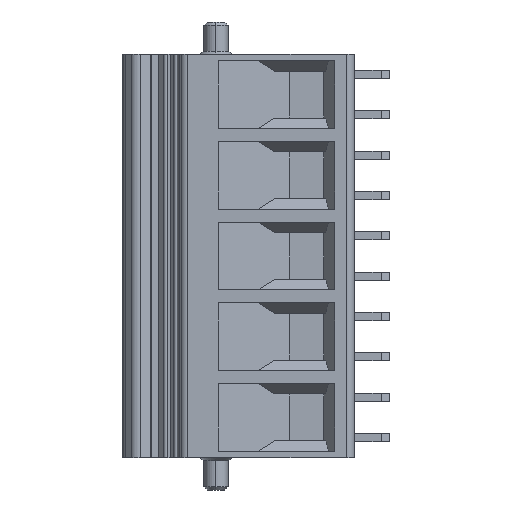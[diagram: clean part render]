
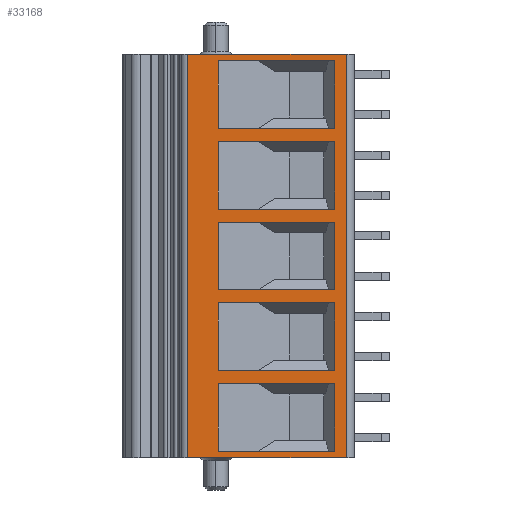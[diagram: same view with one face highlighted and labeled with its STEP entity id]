
A CAD part, left-side view. The second image highlights one B-rep face of the part: STEP entity #33168.
In plain terms, the highlighted planar face has unit normal (-1, 0, 0).
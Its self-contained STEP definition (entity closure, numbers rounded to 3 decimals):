
#8678=DIRECTION('',(0.,1.,0.));
#8679=VECTOR('',#8678,14.466);
#8680=CARTESIAN_POINT('',(-1493.307,-3765.693,-25.8));
#8681=LINE('',#8680,#8679);
#8682=DIRECTION('',(0.,0.,-1.));
#8683=VECTOR('',#8682,8.4);
#8684=CARTESIAN_POINT('',(-1493.307,-3751.227,-25.8));
#8685=LINE('',#8684,#8683);
#8686=DIRECTION('',(0.,1.,0.));
#8687=VECTOR('',#8686,14.466);
#8688=CARTESIAN_POINT('',(-1493.307,-3765.693,-15.8));
#8689=LINE('',#8688,#8687);
#8690=DIRECTION('',(0.,0.,-1.));
#8691=VECTOR('',#8690,8.4);
#8692=CARTESIAN_POINT('',(-1493.307,-3751.227,-15.8));
#8693=LINE('',#8692,#8691);
#8694=DIRECTION('',(0.,1.,0.));
#8695=VECTOR('',#8694,14.466);
#8696=CARTESIAN_POINT('',(-1493.307,-3765.693,
-5.8));
#8697=LINE('',#8696,#8695);
#8698=DIRECTION('',(0.,0.,-1.));
#8699=VECTOR('',#8698,8.4);
#8700=CARTESIAN_POINT('',(-1493.307,-3751.227,
-5.8));
#8701=LINE('',#8700,#8699);
#8702=DIRECTION('',(0.,1.,0.));
#8703=VECTOR('',#8702,14.466);
#8704=CARTESIAN_POINT('',(-1493.307,-3765.693,
4.2));
#8705=LINE('',#8704,#8703);
#8706=DIRECTION('',(0.,0.,-1.));
#8707=VECTOR('',#8706,8.4);
#8708=CARTESIAN_POINT('',(-1493.307,-3751.227,
4.2));
#8709=LINE('',#8708,#8707);
#8710=DIRECTION('',(0.,1.,0.));
#8711=VECTOR('',#8710,14.466);
#8712=CARTESIAN_POINT('',(-1493.307,-3765.693,
14.2));
#8713=LINE('',#8712,#8711);
#8714=DIRECTION('',(0.,0.,-1.));
#8715=VECTOR('',#8714,8.4);
#8716=CARTESIAN_POINT('',(-1493.307,-3751.227,
14.2));
#8717=LINE('',#8716,#8715);
#8718=DIRECTION('',(0.,1.,0.));
#8719=VECTOR('',#8718,19.676);
#8720=CARTESIAN_POINT('',(-1493.307,-3767.091,-35.));
#8721=LINE('',#8720,#8719);
#8722=DIRECTION('',(0.,0.,1.));
#8723=VECTOR('',#8722,50.);
#8724=CARTESIAN_POINT('',(-1493.307,-3747.415,-35.));
#8725=LINE('',#8724,#8723);
#8750=DIRECTION('',(0.,0.,-1.));
#8751=VECTOR('',#8750,8.4);
#8752=CARTESIAN_POINT('',(-1493.307,-3765.693,-25.8));
#8753=LINE('',#8752,#8751);
#8786=DIRECTION('',(0.,1.,0.));
#8787=VECTOR('',#8786,14.466);
#8788=CARTESIAN_POINT('',(-1493.307,-3765.693,-34.2));
#8789=LINE('',#8788,#8787);
#8838=DIRECTION('',(0.,0.,-1.));
#8839=VECTOR('',#8838,8.4);
#8840=CARTESIAN_POINT('',(-1493.307,-3765.693,-15.8));
#8841=LINE('',#8840,#8839);
#8874=DIRECTION('',(0.,1.,0.));
#8875=VECTOR('',#8874,14.466);
#8876=CARTESIAN_POINT('',(-1493.307,-3765.693,-24.2));
#8877=LINE('',#8876,#8875);
#8926=DIRECTION('',(0.,0.,-1.));
#8927=VECTOR('',#8926,8.4);
#8928=CARTESIAN_POINT('',(-1493.307,-3765.693,
-5.8));
#8929=LINE('',#8928,#8927);
#8962=DIRECTION('',(0.,1.,0.));
#8963=VECTOR('',#8962,14.466);
#8964=CARTESIAN_POINT('',(-1493.307,-3765.693,-14.2));
#8965=LINE('',#8964,#8963);
#9014=DIRECTION('',(0.,0.,-1.));
#9015=VECTOR('',#9014,8.4);
#9016=CARTESIAN_POINT('',(-1493.307,-3765.693,
4.2));
#9017=LINE('',#9016,#9015);
#9050=DIRECTION('',(0.,1.,0.));
#9051=VECTOR('',#9050,14.466);
#9052=CARTESIAN_POINT('',(-1493.307,-3765.693,
-4.2));
#9053=LINE('',#9052,#9051);
#9102=DIRECTION('',(0.,0.,-1.));
#9103=VECTOR('',#9102,8.4);
#9104=CARTESIAN_POINT('',(-1493.307,-3765.693,
14.2));
#9105=LINE('',#9104,#9103);
#9138=DIRECTION('',(0.,1.,0.));
#9139=VECTOR('',#9138,14.466);
#9140=CARTESIAN_POINT('',(-1493.307,-3765.693,
5.8));
#9141=LINE('',#9140,#9139);
#9166=DIRECTION('',(0.,0.,1.));
#9167=VECTOR('',#9166,50.);
#9168=CARTESIAN_POINT('',(-1493.307,-3767.091,-35.));
#9169=LINE('',#9168,#9167);
#9704=DIRECTION('',(0.,1.,0.));
#9705=VECTOR('',#9704,19.676);
#9706=CARTESIAN_POINT('',(-1493.307,-3767.091,
15.));
#9707=LINE('',#9706,#9705);
#10070=CARTESIAN_POINT('',(-1493.307,-3767.091,
15.));
#10071=VERTEX_POINT('',#10070);
#10072=CARTESIAN_POINT('',(-1493.307,-3747.415,
15.));
#10073=VERTEX_POINT('',#10072);
#10088=CARTESIAN_POINT('',(-1493.307,-3765.693,
14.2));
#10089=CARTESIAN_POINT('',(-1493.307,-3751.227,
14.2));
#10090=VERTEX_POINT('',#10088);
#10091=VERTEX_POINT('',#10089);
#10092=CARTESIAN_POINT('',(-1493.307,-3751.227,
5.8));
#10093=VERTEX_POINT('',#10092);
#10094=CARTESIAN_POINT('',(-1493.307,-3765.693,
5.8));
#10095=VERTEX_POINT('',#10094);
#10626=CARTESIAN_POINT('',(-1493.307,-3765.693,
4.2));
#10627=CARTESIAN_POINT('',(-1493.307,-3751.227,
4.2));
#10628=VERTEX_POINT('',#10626);
#10629=VERTEX_POINT('',#10627);
#10630=CARTESIAN_POINT('',(-1493.307,-3751.227,
-4.2));
#10631=VERTEX_POINT('',#10630);
#10632=CARTESIAN_POINT('',(-1493.307,-3765.693,
-4.2));
#10633=VERTEX_POINT('',#10632);
#11126=CARTESIAN_POINT('',(-1493.307,-3765.693,
-5.8));
#11127=CARTESIAN_POINT('',(-1493.307,-3751.227,
-5.8));
#11128=VERTEX_POINT('',#11126);
#11129=VERTEX_POINT('',#11127);
#11130=CARTESIAN_POINT('',(-1493.307,-3751.227,-14.2));
#11131=VERTEX_POINT('',#11130);
#11132=CARTESIAN_POINT('',(-1493.307,-3765.693,-14.2));
#11133=VERTEX_POINT('',#11132);
#11626=CARTESIAN_POINT('',(-1493.307,-3765.693,-15.8));
#11627=CARTESIAN_POINT('',(-1493.307,-3751.227,-15.8));
#11628=VERTEX_POINT('',#11626);
#11629=VERTEX_POINT('',#11627);
#11630=CARTESIAN_POINT('',(-1493.307,-3751.227,-24.2));
#11631=VERTEX_POINT('',#11630);
#11632=CARTESIAN_POINT('',(-1493.307,-3765.693,-24.2));
#11633=VERTEX_POINT('',#11632);
#12160=CARTESIAN_POINT('',(-1493.307,-3747.415,-35.));
#12161=VERTEX_POINT('',#12160);
#12162=CARTESIAN_POINT('',(-1493.307,-3767.091,-35.));
#12163=VERTEX_POINT('',#12162);
#12230=CARTESIAN_POINT('',(-1493.307,-3765.693,-25.8));
#12231=CARTESIAN_POINT('',(-1493.307,-3751.227,-25.8));
#12232=VERTEX_POINT('',#12230);
#12233=VERTEX_POINT('',#12231);
#12234=CARTESIAN_POINT('',(-1493.307,-3751.227,-34.2));
#12235=VERTEX_POINT('',#12234);
#12236=CARTESIAN_POINT('',(-1493.307,-3765.693,-34.2));
#12237=VERTEX_POINT('',#12236);
#33104=CARTESIAN_POINT('',(-1493.307,-3747.415,
10.));
#33105=DIRECTION('',(1.,0.,0.));
#33106=DIRECTION('',(0.,-1.,0.));
#33107=AXIS2_PLACEMENT_3D('',#33104,#33105,#33106);
#33108=PLANE('',#33107);
#33110=ORIENTED_EDGE('',*,*,#33109,.F.);
#33112=ORIENTED_EDGE('',*,*,#33111,.T.);
#33113=ORIENTED_EDGE('',*,*,#33087,.T.);
#33115=ORIENTED_EDGE('',*,*,#33114,.F.);
#33116=EDGE_LOOP('',(#33110,#33112,#33113,#33115));
#33117=FACE_OUTER_BOUND('',#33116,.F.);
#33119=ORIENTED_EDGE('',*,*,#33118,.T.);
#33121=ORIENTED_EDGE('',*,*,#33120,.T.);
#33123=ORIENTED_EDGE('',*,*,#33122,.F.);
#33125=ORIENTED_EDGE('',*,*,#33124,.F.);
#33126=EDGE_LOOP('',(#33119,#33121,#33123,#33125));
#33127=FACE_BOUND('',#33126,.F.);
#33129=ORIENTED_EDGE('',*,*,#33128,.T.);
#33131=ORIENTED_EDGE('',*,*,#33130,.T.);
#33133=ORIENTED_EDGE('',*,*,#33132,.F.);
#33135=ORIENTED_EDGE('',*,*,#33134,.F.);
#33136=EDGE_LOOP('',(#33129,#33131,#33133,#33135));
#33137=FACE_BOUND('',#33136,.F.);
#33139=ORIENTED_EDGE('',*,*,#33138,.T.);
#33141=ORIENTED_EDGE('',*,*,#33140,.T.);
#33143=ORIENTED_EDGE('',*,*,#33142,.F.);
#33145=ORIENTED_EDGE('',*,*,#33144,.F.);
#33146=EDGE_LOOP('',(#33139,#33141,#33143,#33145));
#33147=FACE_BOUND('',#33146,.F.);
#33149=ORIENTED_EDGE('',*,*,#33148,.T.);
#33151=ORIENTED_EDGE('',*,*,#33150,.T.);
#33153=ORIENTED_EDGE('',*,*,#33152,.F.);
#33155=ORIENTED_EDGE('',*,*,#33154,.F.);
#33156=EDGE_LOOP('',(#33149,#33151,#33153,#33155));
#33157=FACE_BOUND('',#33156,.F.);
#33159=ORIENTED_EDGE('',*,*,#33158,.T.);
#33161=ORIENTED_EDGE('',*,*,#33160,.T.);
#33163=ORIENTED_EDGE('',*,*,#33162,.F.);
#33165=ORIENTED_EDGE('',*,*,#33164,.F.);
#33166=EDGE_LOOP('',(#33159,#33161,#33163,#33165));
#33167=FACE_BOUND('',#33166,.F.);
#33087=EDGE_CURVE('',#12161,#10073,#8725,.T.);
#33109=EDGE_CURVE('',#12163,#10071,#9169,.T.);
#33111=EDGE_CURVE('',#12163,#12161,#8721,.T.);
#33114=EDGE_CURVE('',#10071,#10073,#9707,.T.);
#33118=EDGE_CURVE('',#11628,#11629,#8689,.T.);
#33120=EDGE_CURVE('',#11629,#11631,#8693,.T.);
#33122=EDGE_CURVE('',#11633,#11631,#8877,.T.);
#33124=EDGE_CURVE('',#11628,#11633,#8841,.T.);
#33128=EDGE_CURVE('',#11128,#11129,#8697,.T.);
#33130=EDGE_CURVE('',#11129,#11131,#8701,.T.);
#33132=EDGE_CURVE('',#11133,#11131,#8965,.T.);
#33134=EDGE_CURVE('',#11128,#11133,#8929,.T.);
#33138=EDGE_CURVE('',#10628,#10629,#8705,.T.);
#33140=EDGE_CURVE('',#10629,#10631,#8709,.T.);
#33142=EDGE_CURVE('',#10633,#10631,#9053,.T.);
#33144=EDGE_CURVE('',#10628,#10633,#9017,.T.);
#33148=EDGE_CURVE('',#10090,#10091,#8713,.T.);
#33150=EDGE_CURVE('',#10091,#10093,#8717,.T.);
#33152=EDGE_CURVE('',#10095,#10093,#9141,.T.);
#33154=EDGE_CURVE('',#10090,#10095,#9105,.T.);
#33158=EDGE_CURVE('',#12232,#12233,#8681,.T.);
#33160=EDGE_CURVE('',#12233,#12235,#8685,.T.);
#33162=EDGE_CURVE('',#12237,#12235,#8789,.T.);
#33164=EDGE_CURVE('',#12232,#12237,#8753,.T.);
#33168=ADVANCED_FACE('',(#33117,#33127,#33137,#33147,#33157,#33167),#33108,.F.);
